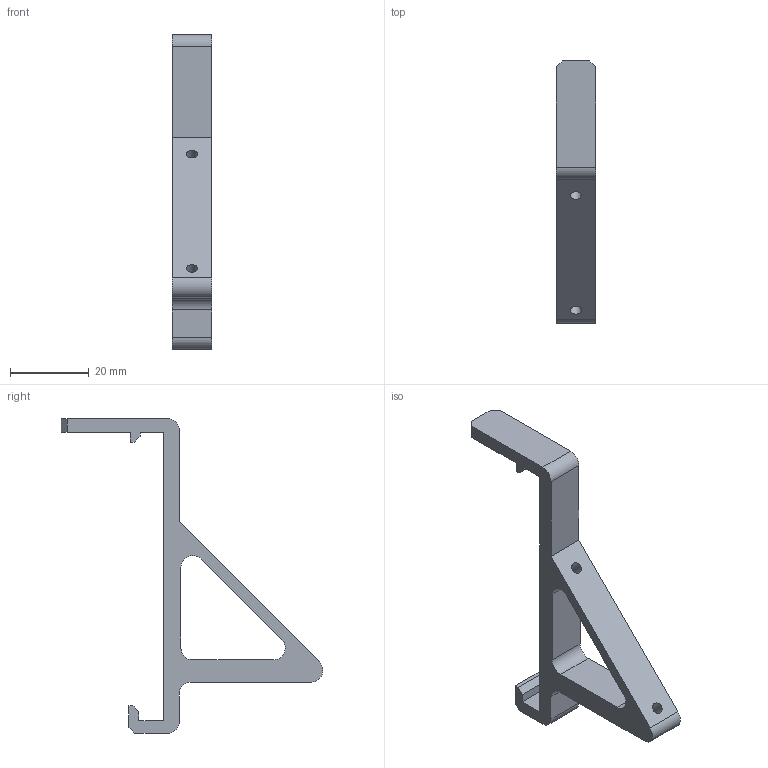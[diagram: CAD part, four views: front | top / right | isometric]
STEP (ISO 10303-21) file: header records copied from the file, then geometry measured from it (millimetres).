
FILE_DESCRIPTION(('FreeCAD Model'),'2;1');
FILE_NAME('lcd-stand-x2.step', '2020-02-10T20:26:23',('Author'),(''), 'Open CASCADE STEP processor 7.3','FreeCAD','Unknown');
FILE_SCHEMA(('AUTOMOTIVE_DESIGN { 1 0 10303 214 1 1 1 1 }'));
Length unit declared in the file: millimetre
Products named in the file (1): case-stand-R
Bounding box: 10 x 66.36 x 79.75 mm (x, y, z)
Volume: 8000.2 mm3; surface area: 5601.4 mm2
Topology: 1 solids, 1 shells, 37 faces, 105 edges, 70 vertices
Faces by surface type: plane 28, cylinder 9
Full cylindrical faces by diameter (mm): 2.8 x2
Entity records: 2888 total; most frequent: CARTESIAN_POINT 486, DIRECTION 402, LINE 270, VECTOR 270, ORIENTED_EDGE 210, PCURVE 210, DEFINITIONAL_REPRESENTATION 210, EDGE_CURVE 105
